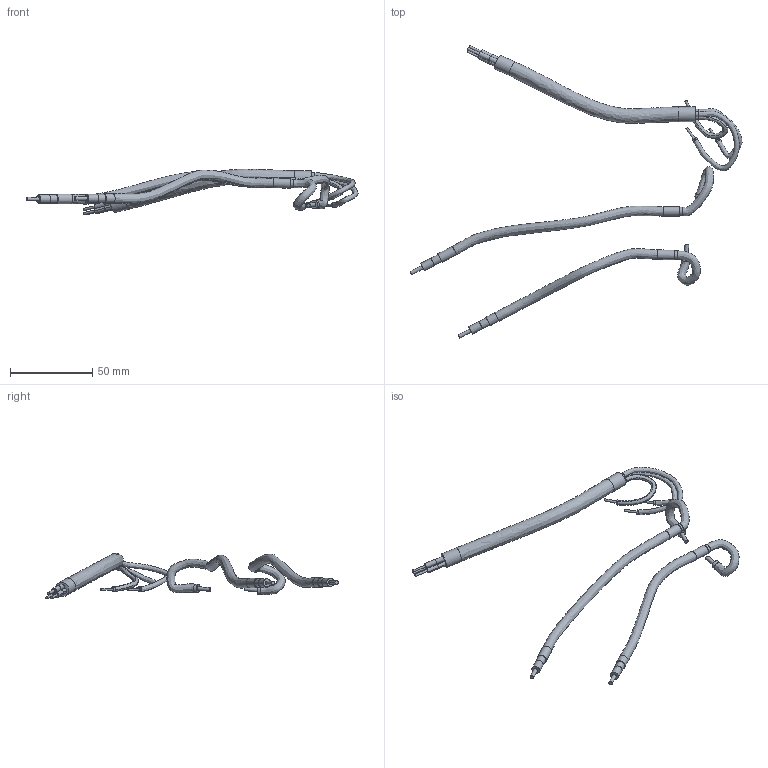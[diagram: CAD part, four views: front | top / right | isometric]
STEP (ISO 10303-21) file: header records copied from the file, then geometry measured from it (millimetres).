
FILE_DESCRIPTION(('FreeCAD Model'),'2;1');
FILE_NAME('Open CASCADE Shape Model','2026-01-29T13:37:12',(''),(''), 'Open CASCADE STEP processor 7.7','FreeCAD','Unknown');
FILE_SCHEMA(('AUTOMOTIVE_DESIGN { 1 0 10303 214 1 1 1 1 }'));
Length unit declared in the file: millimetre
Products named in the file (4): uVerter; Cable021; Cable020; Cable002
Assembly tree (3 placements, depth 2):
  uVerter
    Cable021
    Cable020
    Cable002
Bounding box: 201.82 x 177.77 x 27.8 mm (x, y, z)
Volume: 19944 mm3; surface area: 17875.9 mm2
Topology: 23 solids, 23 shells, 145 faces, 237 edges, 138 vertices
Faces by surface type: cylinder 78, plane 46, bspline 21
Full cylindrical faces by diameter (mm): 1.382 x24, 2.257 x16, 2.982 x8, 5 x8, 5.8 x4, 8.941 x2
Entity records: 34490 total; most frequent: CARTESIAN_POINT 31024, DIRECTION 568, ORIENTED_EDGE 474, AXIS2_PLACEMENT_3D 245, EDGE_CURVE 237, FACE_BOUND 165, EDGE_LOOP 165, ADVANCED_FACE 145
